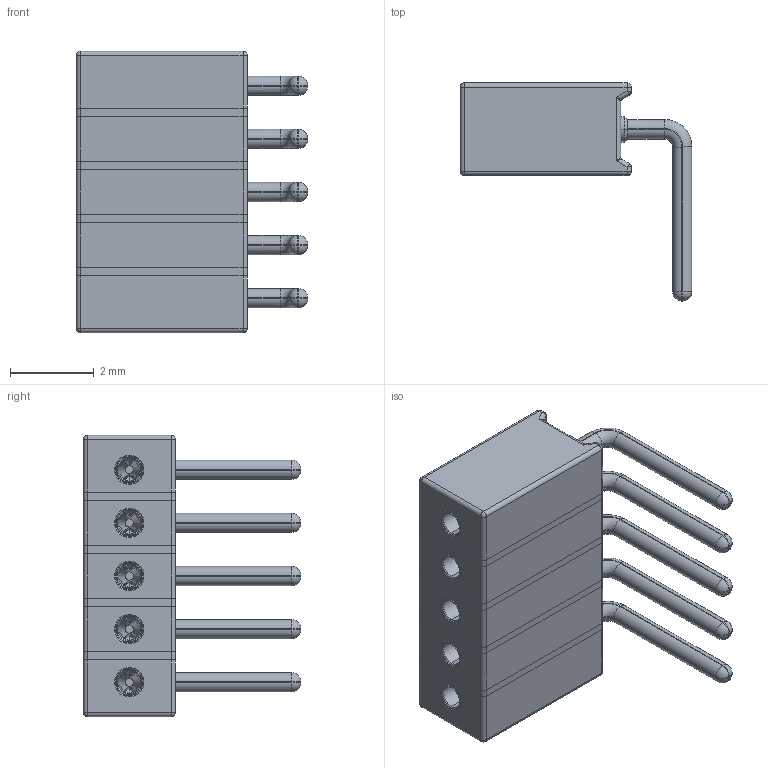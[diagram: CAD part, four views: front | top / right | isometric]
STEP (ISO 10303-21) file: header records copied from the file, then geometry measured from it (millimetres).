
FILE_DESCRIPTION (( 'STEP AP214' ), '1' );
FILE_NAME ('851-91-005-20-001000.STEP', '2018-09-05T13:25:02', ( '' ), ( '' ), 'SwSTEP 2.0', 'SolidWorks 2014', '' );
FILE_SCHEMA (( 'AUTOMOTIVE_DESIGN' ));
Length unit declared in the file: millimetre
Products named in the file (2): 851-43-001-20-001000; 851-91-005-20-001000
Assembly tree (5 placements, depth 2):
  851-91-005-20-001000
    851-43-001-20-001000  x5
Bounding box: 5.54 x 5.21 x 6.73 mm (x, y, z)
Volume: 71.5 mm3; surface area: 282.5 mm2
Topology: 10 solids, 10 shells, 810 faces, 1875 edges, 985 vertices
Faces by surface type: cylinder 275, bspline 180, plane 130, torus 115, sphere 60, cone 50
Entity records: 6308 total; most frequent: CARTESIAN_POINT 1871, ORIENTED_EDGE 710, DIRECTION 687, EDGE_CURVE 355, AXIS2_PLACEMENT_3D 290, VERTEX_POINT 197, EDGE_LOOP 166, FACE_OUTER_BOUND 162
